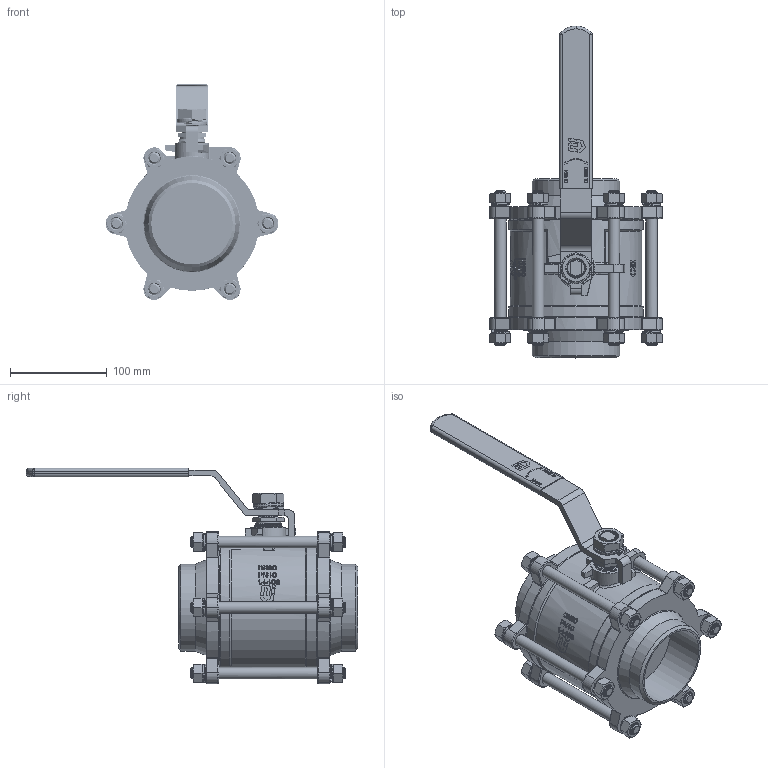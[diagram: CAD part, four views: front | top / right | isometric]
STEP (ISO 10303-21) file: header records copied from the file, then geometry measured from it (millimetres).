
FILE_DESCRIPTION(('HOOPS Exchange Step'),'2;1');
FILE_NAME('GK0401_DN80.stp','2025-10-31T15:02:37+01:00',('nieru'),('Unknown organisation'),'HOOPS Exchange 2024.2','HOOPS Exchange','Unknown authorisation');
FILE_SCHEMA( ('AP203_CONFIGURATION_CONTROLLED_3D_DESIGN_OF_MECHANICAL_PARTS_AND_ASSEMBLIES_MIM_LF') );
Length unit declared in the file: millimetre
Products named in the file (2): 0; root
Assembly tree (1 placements, depth 2):
  root
    0
Bounding box: 178.36 x 342.35 x 222.81 mm (x, y, z)
Volume: 2096568.8 mm3; surface area: 259665.1 mm2
Topology: 8 solids, 8 shells, 2323 faces, 7160 edges, 4783 vertices
Faces by surface type: plane 1006, cylinder 542, bspline 407, cone 265, torus 92, sphere 11
Full cylindrical faces by diameter (mm): 10.25 x18, 11.9 x96, 13.2 x12, 13.8 x1, 20 x1, 20.5 x1, 25 x1, 27 x1, 27.2 x6, 36 x1, 80 x2, 90 x2, 131 x2, 135.4 x1, 138.4 x2
Entity records: 196484 total; most frequent: CARTESIAN_POINT 142164, ORIENTED_EDGE 14320, DIRECTION 7379, EDGE_CURVE 7160, VERTEX_POINT 4783, B_SPLINE_CURVE_WITH_KNOTS 3820, AXIS2_PLACEMENT_3D 2750, EDGE_LOOP 2439
